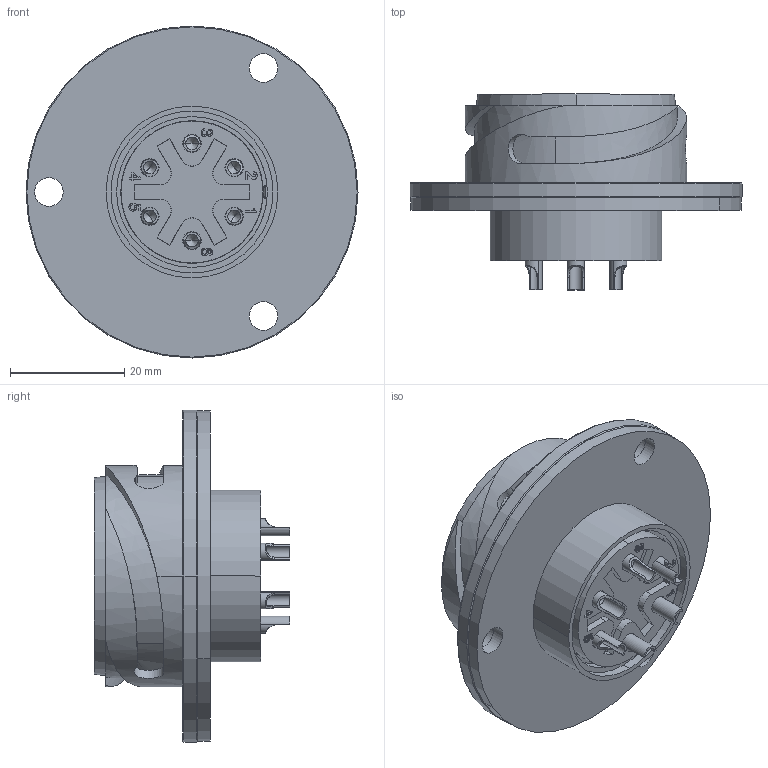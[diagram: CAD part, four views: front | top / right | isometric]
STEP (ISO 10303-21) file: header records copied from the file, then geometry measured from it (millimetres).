
FILE_DESCRIPTION((''),'2;1');
FILE_NAME('HY-PZ-3006-S01E0-GM','2017-07-26T',('ch.chen'),(''),'PRO/ENGINEER BY PARAMETRIC TECHNOLOGY CORPORATION, 2012480','PRO/ENGINEER BY PARAMETRIC TECHNOLOGY CORPORATION, 2012480','');
FILE_SCHEMA(('AUTOMOTIVE_DESIGN { 1 0 10303 214 1 1 1 1 }'));
Length unit declared in the file: millimetre
Products named in the file (1): HY-PZ-3006-S01E0-GM
Bounding box: 58 x 34.2 x 58 mm (x, y, z)
Volume: 23227 mm3; surface area: 17322.2 mm2
Topology: 1 solids, 1 shells, 763 faces, 1998 edges, 1268 vertices
Faces by surface type: plane 335, cylinder 166, extrusion 146, cone 65, sphere 36, bspline 9, torus 6
Entity records: 31122 total; most frequent: CARTESIAN_POINT 7077, ORIENTED_EDGE 3948, DIRECTION 3355, EDGE_CURVE 1974, VERTEX_POINT 1268, VECTOR 1255, LINE 1109, AXIS2_PLACEMENT_3D 1050
